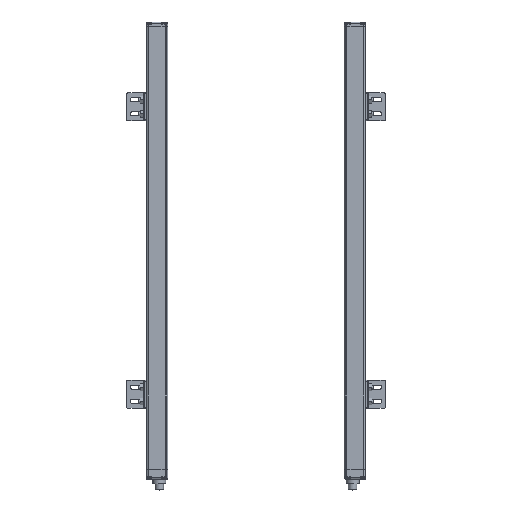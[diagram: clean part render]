
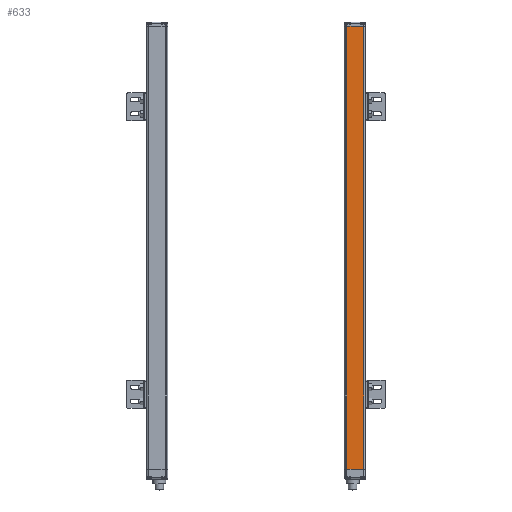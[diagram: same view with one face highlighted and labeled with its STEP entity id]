
A CAD part, top view. The second image highlights one B-rep face of the part: STEP entity #633.
In plain terms, the highlighted planar face has unit normal (0, 0, 1).
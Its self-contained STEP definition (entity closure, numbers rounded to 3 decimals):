
#633 = ADVANCED_FACE( '', ( #1781 ), #1782, .T. );
#1781 = FACE_OUTER_BOUND( '', #4238, .T. );
#1782 = PLANE( '', #4239 );
#4238 = EDGE_LOOP( '', ( #6944, #6945, #6946, #6947 ) );
#4239 = AXIS2_PLACEMENT_3D( '', #6948, #6949, #6950 );
#6944 = ORIENTED_EDGE( '', *, *, #15518, .T. );
#6945 = ORIENTED_EDGE( '', *, *, #15448, .F. );
#6946 = ORIENTED_EDGE( '', *, *, #15498, .T. );
#6947 = ORIENTED_EDGE( '', *, *, #15482, .T. );
#6948 = CARTESIAN_POINT( '', ( 12.728, 749.52, 15.679 ) );
#6949 = DIRECTION( '', ( 0., 0., 1. ) );
#6950 = DIRECTION( '', ( 0., 1., 0. ) );
#15448 = EDGE_CURVE( '', #18244, #18239, #18246, .F. );
#15482 = EDGE_CURVE( '', #18306, #18304, #18307, .T. );
#15498 = EDGE_CURVE( '', #18244, #18306, #18331, .T. );
#15518 = EDGE_CURVE( '', #18304, #18239, #18354, .T. );
#18239 = VERTEX_POINT( '', #22933 );
#18244 = VERTEX_POINT( '', #22939 );
#18246 = LINE( '', #22941, #22942 );
#18304 = VERTEX_POINT( '', #23012 );
#18306 = VERTEX_POINT( '', #23014 );
#18307 = LINE( '', #23015, #23016 );
#18331 = LINE( '', #23045, #23046 );
#18354 = LINE( '', #23087, #23088 );
#22933 = CARTESIAN_POINT( '', ( -11.278, 627.52, 15.679 ) );
#22939 = CARTESIAN_POINT( '', ( -11.278, 0.02, 15.679 ) );
#22941 = CARTESIAN_POINT( '', ( -11.278, 0.02, 15.679 ) );
#22942 = VECTOR( '', #29602, 1000. );
#23012 = CARTESIAN_POINT( '', ( 12.728, 627.52, 15.679 ) );
#23014 = CARTESIAN_POINT( '', ( 12.728, 0.02, 15.679 ) );
#23015 = CARTESIAN_POINT( '', ( 12.728, 749.52, 15.679 ) );
#23016 = VECTOR( '', #29678, 1000. );
#23045 = CARTESIAN_POINT( '', ( 9.065, 0.02, 15.679 ) );
#23046 = VECTOR( '', #29714, 1000. );
#23087 = CARTESIAN_POINT( '', ( -11.278, 627.52, 15.679 ) );
#23088 = VECTOR( '', #29736, 1000. );
#29602 = DIRECTION( '', ( 0., -1., 0. ) );
#29678 = DIRECTION( '', ( 0., 1., 0. ) );
#29714 = DIRECTION( '', ( 1., 0., 0. ) );
#29736 = DIRECTION( '', ( -1., 0., 0. ) );
